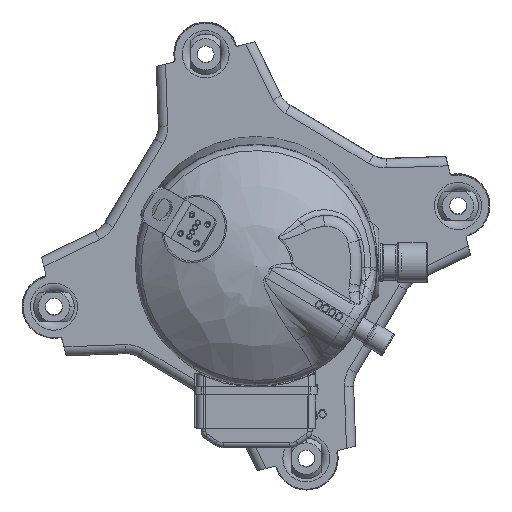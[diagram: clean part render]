
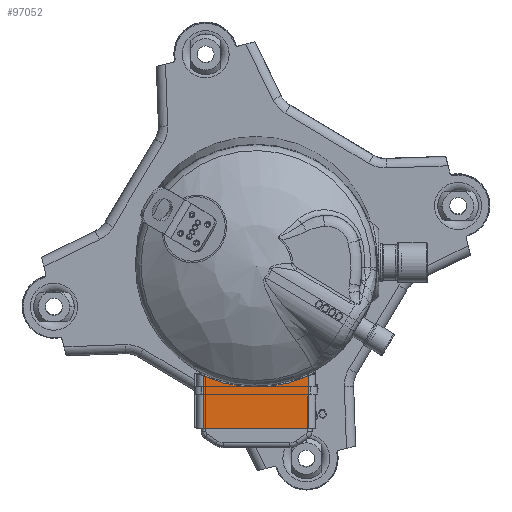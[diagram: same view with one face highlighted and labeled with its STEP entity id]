
A CAD part, top view. The second image highlights one B-rep face of the part: STEP entity #97052.
In plain terms, the highlighted face is planar.
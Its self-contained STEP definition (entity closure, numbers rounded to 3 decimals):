
#95337=CARTESIAN_POINT('',(-34.,53.,-72.668));
#95338=VERTEX_POINT('',#95337);
#95352=CARTESIAN_POINT('',(34.,53.,-72.668));
#95353=VERTEX_POINT('',#95352);
#95354=CARTESIAN_POINT('',(0.,53.,2.5));
#95355=DIRECTION('',(0.,-1.,0.));
#95356=DIRECTION('',(0.,0.,-1.));
#95357=AXIS2_PLACEMENT_3D('',#95354,#95355,#95356);
#95358=CIRCLE('',#95357,82.5);
#95359=EDGE_CURVE('',#95338,#95353,#95358,.T.);
#96768=CARTESIAN_POINT('',(34.,53.,-106.5));
#96769=VERTEX_POINT('',#96768);
#96777=CARTESIAN_POINT('',(-34.,53.,-106.5));
#96778=VERTEX_POINT('',#96777);
#96779=CARTESIAN_POINT('',(34.,53.,-106.5));
#96780=DIRECTION('',(-1.,-0.,0.));
#96781=VECTOR('',#96780,68.);
#96782=LINE('',#96779,#96781);
#96783=EDGE_CURVE('',#96769,#96778,#96782,.T.);
#97026=CARTESIAN_POINT('',(-34.,53.,-72.668));
#97027=DIRECTION('',(0.,0.,-1.));
#97028=VECTOR('',#97027,33.832);
#97029=LINE('',#97026,#97028);
#97030=EDGE_CURVE('',#95338,#96778,#97029,.T.);
#97036=CARTESIAN_POINT('',(34.,53.,-71.5));
#97037=DIRECTION('',(0.,-1.,0.));
#97038=DIRECTION('',(-1.,0.,0.));
#97039=AXIS2_PLACEMENT_3D('',#97036,#97037,#97038);
#97040=PLANE('',#97039);
#97041=ORIENTED_EDGE('',*,*,#97030,.T.);
#97042=ORIENTED_EDGE('',*,*,#96783,.F.);
#97043=CARTESIAN_POINT('',(34.,53.,-72.668));
#97044=DIRECTION('',(0.,0.,-1.));
#97045=VECTOR('',#97044,33.832);
#97046=LINE('',#97043,#97045);
#97047=EDGE_CURVE('',#95353,#96769,#97046,.T.);
#97048=ORIENTED_EDGE('',*,*,#97047,.F.);
#97049=ORIENTED_EDGE('',*,*,#95359,.F.);
#97050=EDGE_LOOP('',(#97041,#97042,#97048,#97049));
#97051=FACE_BOUND('',#97050,.T.);
#97052=ADVANCED_FACE('',(#97051),#97040,.T.);
